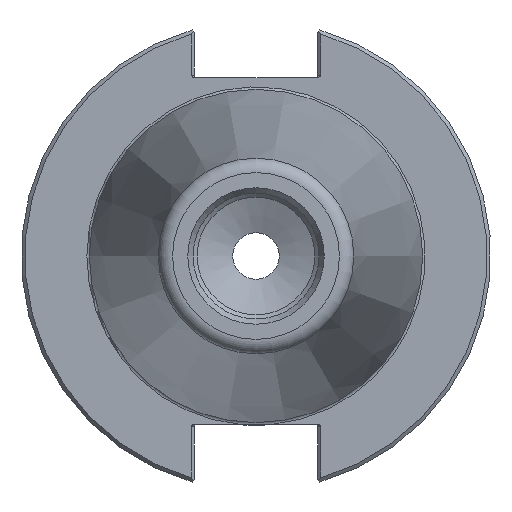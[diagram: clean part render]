
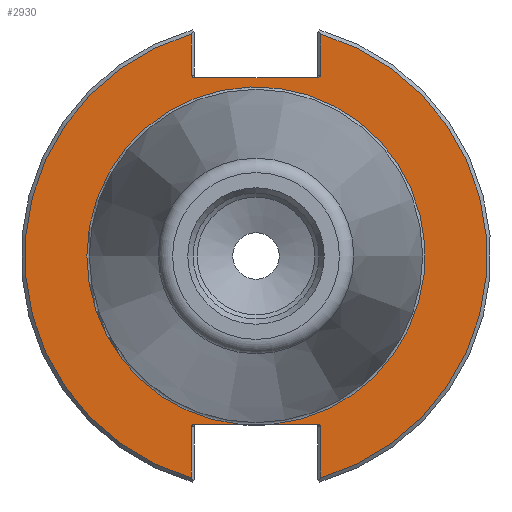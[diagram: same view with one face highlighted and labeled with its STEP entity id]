
A CAD part, left-side view. The second image highlights one B-rep face of the part: STEP entity #2930.
In plain terms, the highlighted planar face has unit normal (-1, 0, 0).
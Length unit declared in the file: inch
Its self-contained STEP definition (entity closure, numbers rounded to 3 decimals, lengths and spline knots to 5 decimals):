
#2285=CARTESIAN_POINT('',(0.125,-0.50422,1.472));
#2286=VERTEX_POINT('',#2285);
#2293=CARTESIAN_POINT('',(0.125,-0.5325,1.492));
#2294=VERTEX_POINT('',#2293);
#2295=CARTESIAN_POINT('',(0.125,-0.50422,1.492));
#2296=DIRECTION('',(-1.0,0.0,0.0));
#2297=DIRECTION('',(0.0,-1.0,0.0));
#2298=AXIS2_PLACEMENT_3D('',#2295,#2296,#2297);
#2299=ELLIPSE('',#2298,0.02828,0.02);
#2300=EDGE_CURVE('',#2286,#2294,#2299,.T.);
#2350=CARTESIAN_POINT('',(0.125,-0.5325,1.83167));
#2351=VERTEX_POINT('',#2350);
#2352=CARTESIAN_POINT('',(0.125,-0.5325,1.492));
#2353=DIRECTION('',(0.0,0.0,1.0));
#2354=VECTOR('',#2353,0.33967);
#2355=LINE('',#2352,#2354);
#2356=EDGE_CURVE('',#2294,#2351,#2355,.T.);
#2439=CARTESIAN_POINT('',(0.125,0.50422,-1.388));
#2440=VERTEX_POINT('',#2439);
#2447=CARTESIAN_POINT('',(0.125,0.5325,-1.408));
#2448=VERTEX_POINT('',#2447);
#2449=CARTESIAN_POINT('',(0.125,0.50422,-1.408));
#2450=DIRECTION('',(-1.0,0.0,0.0));
#2451=DIRECTION('',(0.0,1.0,0.0));
#2452=AXIS2_PLACEMENT_3D('',#2449,#2450,#2451);
#2453=ELLIPSE('',#2452,0.02828,0.02);
#2454=EDGE_CURVE('',#2440,#2448,#2453,.T.);
#2504=CARTESIAN_POINT('',(0.125,0.5325,-1.83167));
#2505=VERTEX_POINT('',#2504);
#2506=CARTESIAN_POINT('',(0.125,0.5325,-1.408));
#2507=DIRECTION('',(0.0,0.0,-1.0));
#2508=VECTOR('',#2507,0.42367);
#2509=LINE('',#2506,#2508);
#2510=EDGE_CURVE('',#2448,#2505,#2509,.T.);
#2535=CARTESIAN_POINT('',(0.125,-0.5325,-1.408));
#2536=VERTEX_POINT('',#2535);
#2537=CARTESIAN_POINT('',(0.125,-0.50422,-1.388));
#2538=VERTEX_POINT('',#2537);
#2539=CARTESIAN_POINT('',(0.125,-0.50422,-1.408));
#2540=DIRECTION('',(-1.0,0.0,0.0));
#2541=DIRECTION('',(0.0,-1.0,0.0));
#2542=AXIS2_PLACEMENT_3D('',#2539,#2540,#2541);
#2543=ELLIPSE('',#2542,0.02828,0.02);
#2544=EDGE_CURVE('',#2536,#2538,#2543,.T.);
#2642=CARTESIAN_POINT('',(0.125,-0.5325,-1.83167));
#2643=VERTEX_POINT('',#2642);
#2650=CARTESIAN_POINT('',(0.125,-0.5325,-1.83167));
#2651=DIRECTION('',(0.0,0.0,1.0));
#2652=VECTOR('',#2651,0.42367);
#2653=LINE('',#2650,#2652);
#2654=EDGE_CURVE('',#2643,#2536,#2653,.T.);
#2696=CARTESIAN_POINT('',(0.125,0.5325,1.492));
#2697=VERTEX_POINT('',#2696);
#2704=CARTESIAN_POINT('',(0.125,0.50422,1.472));
#2705=VERTEX_POINT('',#2704);
#2706=CARTESIAN_POINT('',(0.125,0.50422,1.492));
#2707=DIRECTION('',(-1.0,0.0,0.0));
#2708=DIRECTION('',(0.0,1.0,0.0));
#2709=AXIS2_PLACEMENT_3D('',#2706,#2707,#2708);
#2710=ELLIPSE('',#2709,0.02828,0.02);
#2711=EDGE_CURVE('',#2697,#2705,#2710,.T.);
#2796=CARTESIAN_POINT('',(0.125,0.5325,1.83167));
#2797=VERTEX_POINT('',#2796);
#2804=CARTESIAN_POINT('',(0.125,0.5325,1.83167));
#2805=DIRECTION('',(0.0,0.0,-1.0));
#2806=VECTOR('',#2805,0.33967);
#2807=LINE('',#2804,#2806);
#2808=EDGE_CURVE('',#2797,#2697,#2807,.T.);
#2843=CARTESIAN_POINT('',(0.125,-0.13957,-1.388));
#2844=VERTEX_POINT('',#2843);
#2845=CARTESIAN_POINT('',(0.125,0.13957,-1.388));
#2846=VERTEX_POINT('',#2845);
#2861=CARTESIAN_POINT('',(0.125,0.0,0.0));
#2862=DIRECTION('',(-1.0,0.0,0.0));
#2863=DIRECTION('',(0.0,-1.0,0.0));
#2864=AXIS2_PLACEMENT_3D('',#2861,#2862,#2863);
#2865=CIRCLE('',#2864,1.395);
#2866=EDGE_CURVE('',#2844,#2846,#2865,.T.);
#2882=CARTESIAN_POINT('',(0.125,1.65625,0.0));
#2883=DIRECTION('',(-1.0,0.0,0.0));
#2884=DIRECTION('',(0.0,0.0,1.0));
#2885=AXIS2_PLACEMENT_3D('',#2882,#2883,#2884);
#2886=PLANE('',#2885);
#2887=ORIENTED_EDGE('',*,*,#2866,.F.);
#2888=CARTESIAN_POINT('',(0.125,-0.50422,-1.388));
#2889=DIRECTION('',(0.0,1.0,0.0));
#2890=VECTOR('',#2889,0.36464);
#2891=LINE('',#2888,#2890);
#2892=EDGE_CURVE('',#2538,#2844,#2891,.T.);
#2893=ORIENTED_EDGE('',*,*,#2892,.F.);
#2894=ORIENTED_EDGE('',*,*,#2544,.F.);
#2895=ORIENTED_EDGE('',*,*,#2654,.F.);
#2896=CARTESIAN_POINT('',(0.125,0.0,0.0));
#2897=DIRECTION('',(1.0,0.0,0.0));
#2898=DIRECTION('',(0.0,-1.0,0.0));
#2899=AXIS2_PLACEMENT_3D('',#2896,#2897,#2898);
#2900=CIRCLE('',#2899,1.9075);
#2901=EDGE_CURVE('',#2351,#2643,#2900,.T.);
#2902=ORIENTED_EDGE('',*,*,#2901,.F.);
#2903=ORIENTED_EDGE('',*,*,#2356,.F.);
#2904=ORIENTED_EDGE('',*,*,#2300,.F.);
#2905=CARTESIAN_POINT('',(0.125,0.50422,1.472));
#2906=DIRECTION('',(0.0,-1.0,0.0));
#2907=VECTOR('',#2906,1.00843);
#2908=LINE('',#2905,#2907);
#2909=EDGE_CURVE('',#2705,#2286,#2908,.T.);
#2910=ORIENTED_EDGE('',*,*,#2909,.F.);
#2911=ORIENTED_EDGE('',*,*,#2711,.F.);
#2912=ORIENTED_EDGE('',*,*,#2808,.F.);
#2913=CARTESIAN_POINT('',(0.125,0.0,0.0));
#2914=DIRECTION('',(1.0,0.0,0.0));
#2915=DIRECTION('',(0.0,1.0,0.0));
#2916=AXIS2_PLACEMENT_3D('',#2913,#2914,#2915);
#2917=CIRCLE('',#2916,1.9075);
#2918=EDGE_CURVE('',#2505,#2797,#2917,.T.);
#2919=ORIENTED_EDGE('',*,*,#2918,.F.);
#2920=ORIENTED_EDGE('',*,*,#2510,.F.);
#2921=ORIENTED_EDGE('',*,*,#2454,.F.);
#2922=CARTESIAN_POINT('',(0.125,0.13957,-1.388));
#2923=DIRECTION('',(0.0,1.0,0.0));
#2924=VECTOR('',#2923,0.36464);
#2925=LINE('',#2922,#2924);
#2926=EDGE_CURVE('',#2846,#2440,#2925,.T.);
#2927=ORIENTED_EDGE('',*,*,#2926,.F.);
#2928=EDGE_LOOP('',(#2887,#2893,#2894,#2895,#2902,#2903,#2904,#2910,#2911,#2912,#2919,#2920,#2921,#2927));
#2929=FACE_OUTER_BOUND('',#2928,.T.);
#2930=ADVANCED_FACE('',(#2929),#2886,.T.);
